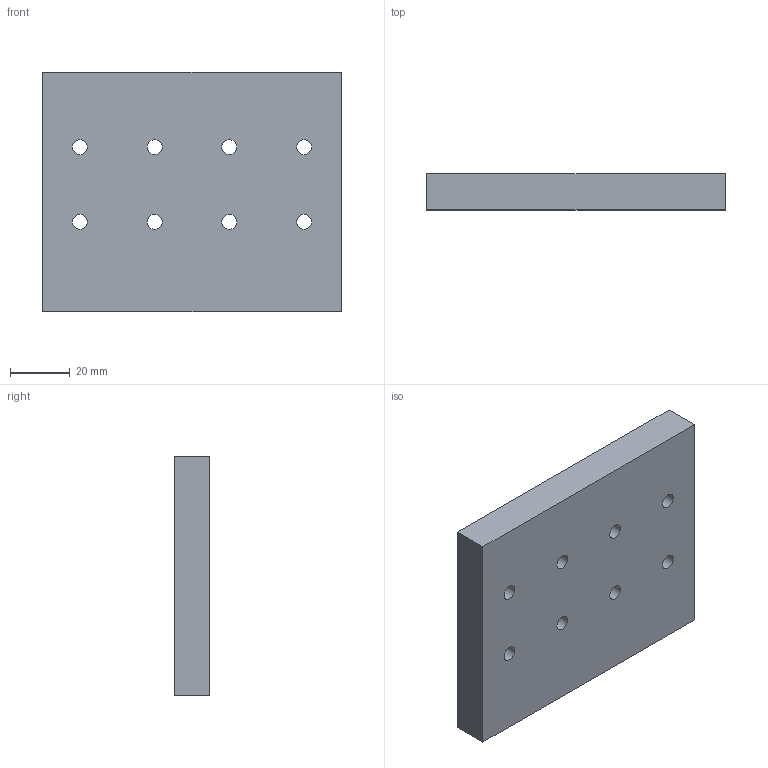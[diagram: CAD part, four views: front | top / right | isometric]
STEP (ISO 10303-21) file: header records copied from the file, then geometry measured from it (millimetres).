
FILE_DESCRIPTION(/* description */ (''),/* implementation_level */ '2;1');
FILE_NAME(/* name */ 'Injector mount base B.step',/* time_stamp */ '2024-01-08T13:11:18+09:00',/* author */ (''),/* organization */ (''),/* preprocessor_version */ 'ST-DEVELOPER v20',/* originating_system */ 'Autodesk Translation Framework v12.14.0.127',/* authorisation */ '');
FILE_SCHEMA (('AUTOMOTIVE_DESIGN { 1 0 10303 214 3 1 1 }'));
Length unit declared in the file: millimetre
Products named in the file (1): Injector mount base B
Bounding box: 100 x 12 x 80 mm (x, y, z)
Volume: 93728.1 mm3; surface area: 21944.5 mm2
Topology: 1 solids, 1 shells, 22 faces, 56 edges, 36 vertices
Faces by surface type: cylinder 12, plane 6, cone 4
Full cylindrical faces by diameter (mm): 3.332 x4, 5.035 x8
Entity records: 724 total; most frequent: DIRECTION 122, CARTESIAN_POINT 111, ORIENTED_EDGE 104, EDGE_CURVE 52, AXIS2_PLACEMENT_3D 47, EDGE_LOOP 42, VERTEX_POINT 36, LINE 28
